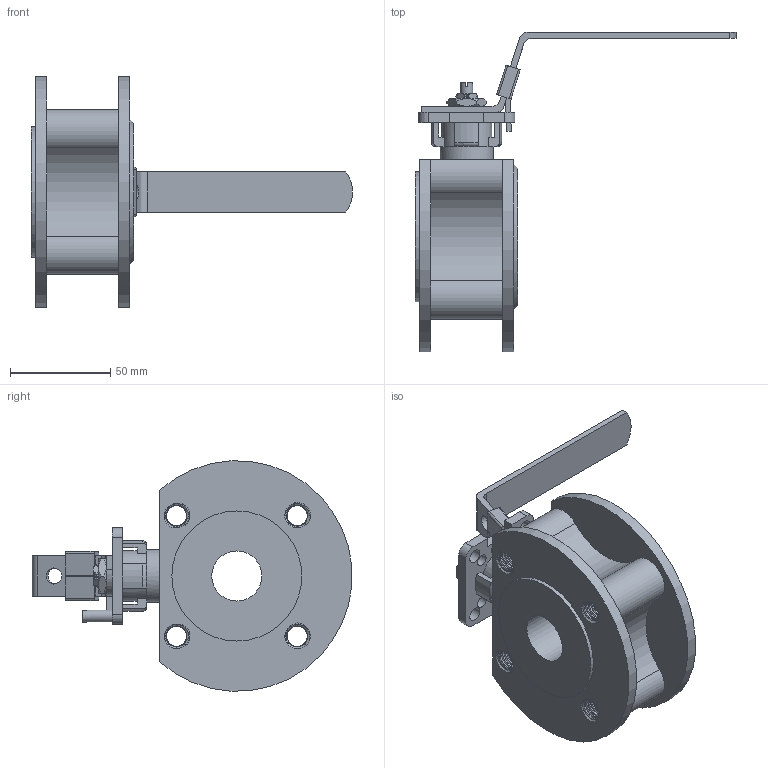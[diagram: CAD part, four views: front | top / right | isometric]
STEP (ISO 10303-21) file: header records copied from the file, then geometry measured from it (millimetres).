
FILE_DESCRIPTION(/* description */ ('Unknown'),/* implementation_level */ '2;1');
FILE_NAME(/* name */ '20200903-MD-57D-DN25',/* time_stamp */ '2020-09-03T17:24:03+08:00',/* author */ ('Unknown'),/* organization */ ('Unknown'),/* preprocessor_version */ 'ST-DEVELOPER v16.7',/* originating_system */ 'DEX',/* authorisation */ $);
FILE_SCHEMA (('AUTOMOTIVE_DESIGN {1 0 10303 214 3 1 1}'));
Products named in the file (1): DN25md7
Bounding box: 160 x 159.29 x 114.85 mm (x, y, z)
Volume: 288430.3 mm3; surface area: 84420.3 mm2
Topology: 6 solids, 6 shells, 325 faces, 1456 edges, 1145 vertices
Faces by surface type: plane 116, cylinder 109, bspline 79, cone 17, torus 4
Full cylindrical faces by diameter (mm): 5 x2, 6 x5, 7 x4, 8 x1, 25 x1, 25.139 x1, 26.5 x1, 64.8 x1
Entity records: 47891 total; most frequent: CARTESIAN_POINT 37753, ORIENTED_EDGE 2856, EDGE_CURVE 1428, DIRECTION 1420, VERTEX_POINT 1137, AXIS2_PLACEMENT_3D 513, LINE 394, VECTOR 394
